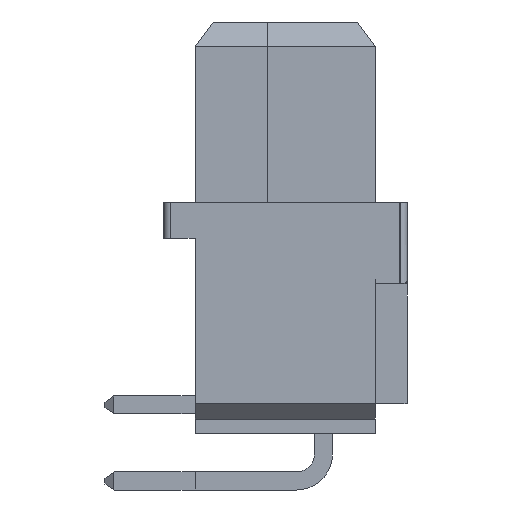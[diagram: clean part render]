
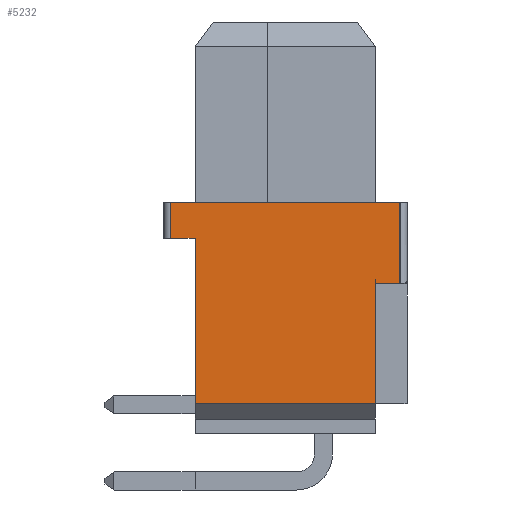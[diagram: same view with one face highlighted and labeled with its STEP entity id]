
A CAD part, left-side view. The second image highlights one B-rep face of the part: STEP entity #5232.
In plain terms, the highlighted planar face has unit normal (-1, 0, 0).
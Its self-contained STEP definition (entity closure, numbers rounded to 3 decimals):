
#5232=ADVANCED_FACE('',(#10593),#10594,.T.);
#10593=FACE_OUTER_BOUND('',#15947,.T.);
#10594=PLANE('',#15948);
#15947=EDGE_LOOP('',(#32003,#32004,#32005,#32006,#32007,#32008,#32009,#32010));
#15948=AXIS2_PLACEMENT_3D('',#32011,#32012,#32013);
#32003=ORIENTED_EDGE('',*,*,#38207,.T.);
#32004=ORIENTED_EDGE('',*,*,#32038,.T.);
#32005=ORIENTED_EDGE('',*,*,#38317,.F.);
#32006=ORIENTED_EDGE('',*,*,#38326,.F.);
#32007=ORIENTED_EDGE('',*,*,#38242,.T.);
#32008=ORIENTED_EDGE('',*,*,#38230,.T.);
#32009=ORIENTED_EDGE('',*,*,#38309,.F.);
#32010=ORIENTED_EDGE('',*,*,#38195,.T.);
#32011=CARTESIAN_POINT('',(-47.,0.,-14.2));
#32012=DIRECTION('',(-1.,0.,0.0));
#32013=DIRECTION('',(0.,-1.,0.0));
#32038=EDGE_CURVE('',#38344,#38342,#38345,.T.);
#38195=EDGE_CURVE('',#47399,#47397,#47400,.T.);
#38207=EDGE_CURVE('',#47397,#38344,#47417,.T.);
#38230=EDGE_CURVE('',#47447,#47448,#47449,.T.);
#38242=EDGE_CURVE('',#47467,#47447,#47468,.T.);
#38309=EDGE_CURVE('',#47399,#47448,#47560,.T.);
#38317=EDGE_CURVE('',#47568,#38342,#47570,.T.);
#38326=EDGE_CURVE('',#47467,#47568,#47579,.T.);
#38342=VERTEX_POINT('',#47598);
#38344=VERTEX_POINT('',#47600);
#38345=LINE('',#47601,#47602);
#47397=VERTEX_POINT('',#60837);
#47399=VERTEX_POINT('',#60840);
#47400=LINE('',#60841,#60842);
#47417=LINE('',#60867,#60868);
#47447=VERTEX_POINT('',#60912);
#47448=VERTEX_POINT('',#60913);
#47449=LINE('',#60914,#60915);
#47467=VERTEX_POINT('',#60943);
#47468=LINE('',#60944,#60945);
#47560=LINE('',#61080,#61081);
#47568=VERTEX_POINT('',#61092);
#47570=LINE('',#61094,#61095);
#47579=LINE('',#61106,#61107);
#47598=CARTESIAN_POINT('',(-47.,-3.816,-6.0));
#47600=CARTESIAN_POINT('',(-47.,-3.816,-8.714));
#47601=CARTESIAN_POINT('',(-47.,-3.816,-14.2));
#47602=VECTOR('',#61122,1.0);
#60837=CARTESIAN_POINT('',(-47.,-3.0,-8.714));
#60840=CARTESIAN_POINT('',(-47.,-3.0,-12.7));
#60841=CARTESIAN_POINT('',(-47.,-3.0,-12.715));
#60842=VECTOR('',#66138,1.0);
#60867=CARTESIAN_POINT('',(-47.,-1.5,-8.714));
#60868=VECTOR('',#66150,1.0);
#60912=CARTESIAN_POINT('',(-47.,3.0,-7.2));
#60913=CARTESIAN_POINT('',(-47.,3.0,-12.7));
#60914=CARTESIAN_POINT('',(-47.,3.0,-12.95));
#60915=VECTOR('',#66165,1.0);
#60943=CARTESIAN_POINT('',(-47.,3.816,-7.2));
#60944=CARTESIAN_POINT('',(-47.,2.25,-7.2));
#60945=VECTOR('',#66176,1.0);
#61080=CARTESIAN_POINT('',(-47.,2.25,-12.7));
#61081=VECTOR('',#66226,1.0);
#61092=CARTESIAN_POINT('',(-47.,3.816,-6.0));
#61094=CARTESIAN_POINT('',(-47.,2.25,-6.0));
#61095=VECTOR('',#66236,1.0);
#61106=CARTESIAN_POINT('',(-47.,3.816,-14.2));
#61107=VECTOR('',#66242,1.0);
#61122=DIRECTION('',(0.0,0.0,1.0));
#66138=DIRECTION('',(0.,0.,1.0));
#66150=DIRECTION('',(0.,-1.,0.));
#66165=DIRECTION('',(0.0,0.0,-1.0));
#66176=DIRECTION('',(0.,-1.,0.0));
#66226=DIRECTION('',(0.,1.,0.));
#66236=DIRECTION('',(0.,-1.,0.));
#66242=DIRECTION('',(0.0,0.0,1.0));
